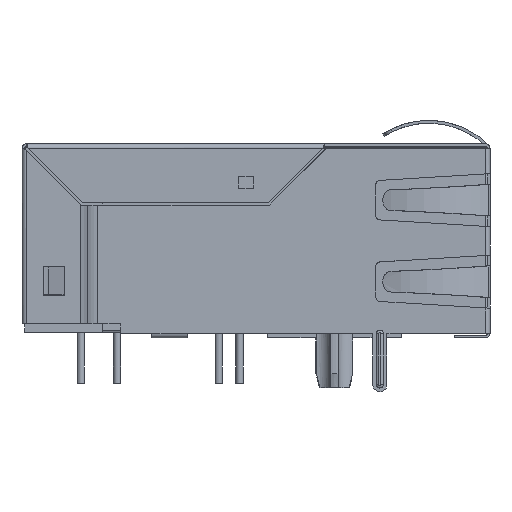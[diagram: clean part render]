
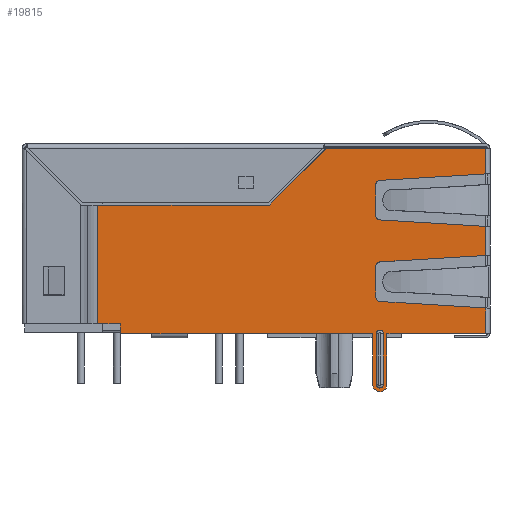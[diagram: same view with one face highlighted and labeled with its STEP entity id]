
A CAD part, left-side view. The second image highlights one B-rep face of the part: STEP entity #19815.
In plain terms, the highlighted face is planar.
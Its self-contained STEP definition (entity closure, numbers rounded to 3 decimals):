
#740=PLANE('',#20865);
#1761=LINE('',#28123,#3040);
#1762=LINE('',#28128,#3041);
#1763=LINE('',#28131,#3042);
#1764=LINE('',#28136,#3043);
#1765=LINE('',#28140,#3044);
#1766=LINE('',#28142,#3045);
#1767=LINE('',#28144,#3046);
#1768=LINE('',#28146,#3047);
#1769=LINE('',#28148,#3048);
#1770=LINE('',#28150,#3049);
#1771=LINE('',#28152,#3050);
#1772=LINE('',#28154,#3051);
#1773=LINE('',#28156,#3052);
#1774=LINE('',#28158,#3053);
#1775=LINE('',#28160,#3054);
#1776=LINE('',#28162,#3055);
#1777=LINE('',#28166,#3056);
#1778=LINE('',#28168,#3057);
#1779=LINE('',#28170,#3058);
#1780=LINE('',#28172,#3059);
#1781=LINE('',#28176,#3060);
#1782=LINE('',#28180,#3061);
#1783=LINE('',#28182,#3062);
#3040=VECTOR('',#23204,1000.);
#3041=VECTOR('',#23207,1000.);
#3042=VECTOR('',#23210,1000.);
#3043=VECTOR('',#23213,1000.);
#3044=VECTOR('',#23216,1000.);
#3045=VECTOR('',#23217,1000.);
#3046=VECTOR('',#23218,1000.);
#3047=VECTOR('',#23219,1000.);
#3048=VECTOR('',#23220,1000.);
#3049=VECTOR('',#23221,1000.);
#3050=VECTOR('',#23222,1000.);
#3051=VECTOR('',#23223,1000.);
#3052=VECTOR('',#23224,1000.);
#3053=VECTOR('',#23225,1000.);
#3054=VECTOR('',#23226,1000.);
#3055=VECTOR('',#23227,1000.);
#3056=VECTOR('',#23230,1000.);
#3057=VECTOR('',#23231,1000.);
#3058=VECTOR('',#23232,1000.);
#3059=VECTOR('',#23233,1000.);
#3060=VECTOR('',#23236,1000.);
#3061=VECTOR('',#23239,1000.);
#3062=VECTOR('',#23240,1000.);
#5514=ORIENTED_EDGE('',*,*,#9235,.T.);
#5515=ORIENTED_EDGE('',*,*,#9236,.F.);
#5516=ORIENTED_EDGE('',*,*,#9237,.T.);
#5517=ORIENTED_EDGE('',*,*,#9238,.F.);
#5518=ORIENTED_EDGE('',*,*,#9239,.T.);
#5519=ORIENTED_EDGE('',*,*,#9240,.F.);
#5520=ORIENTED_EDGE('',*,*,#9241,.T.);
#5521=ORIENTED_EDGE('',*,*,#9242,.F.);
#5522=ORIENTED_EDGE('',*,*,#9243,.T.);
#5523=ORIENTED_EDGE('',*,*,#9244,.T.);
#5524=ORIENTED_EDGE('',*,*,#9245,.T.);
#5525=ORIENTED_EDGE('',*,*,#9246,.T.);
#5526=ORIENTED_EDGE('',*,*,#9247,.T.);
#5527=ORIENTED_EDGE('',*,*,#9248,.T.);
#5528=ORIENTED_EDGE('',*,*,#9249,.T.);
#5529=ORIENTED_EDGE('',*,*,#9250,.T.);
#5530=ORIENTED_EDGE('',*,*,#9251,.T.);
#5531=ORIENTED_EDGE('',*,*,#9252,.T.);
#5532=ORIENTED_EDGE('',*,*,#9253,.T.);
#5533=ORIENTED_EDGE('',*,*,#9254,.F.);
#5534=ORIENTED_EDGE('',*,*,#9255,.F.);
#5535=ORIENTED_EDGE('',*,*,#9256,.F.);
#5536=ORIENTED_EDGE('',*,*,#9257,.T.);
#5537=ORIENTED_EDGE('',*,*,#9258,.T.);
#5538=ORIENTED_EDGE('',*,*,#9259,.T.);
#5539=ORIENTED_EDGE('',*,*,#9260,.F.);
#5540=ORIENTED_EDGE('',*,*,#9261,.T.);
#5541=ORIENTED_EDGE('',*,*,#9262,.F.);
#5542=ORIENTED_EDGE('',*,*,#9263,.T.);
#5543=ORIENTED_EDGE('',*,*,#9264,.T.);
#9235=EDGE_CURVE('',#11134,#11135,#1761,.T.);
#9236=EDGE_CURVE('',#11136,#11135,#11920,.T.);
#9237=EDGE_CURVE('',#11136,#11137,#1762,.T.);
#9238=EDGE_CURVE('',#11134,#11137,#11921,.T.);
#9239=EDGE_CURVE('',#11138,#11139,#1763,.T.);
#9240=EDGE_CURVE('',#11140,#11139,#11922,.T.);
#9241=EDGE_CURVE('',#11140,#11141,#1764,.T.);
#9242=EDGE_CURVE('',#11142,#11141,#11923,.T.);
#9243=EDGE_CURVE('',#11142,#11143,#1765,.T.);
#9244=EDGE_CURVE('',#11143,#11144,#1766,.T.);
#9245=EDGE_CURVE('',#11144,#11145,#1767,.T.);
#9246=EDGE_CURVE('',#11145,#11146,#1768,.T.);
#9247=EDGE_CURVE('',#11146,#11147,#1769,.T.);
#9248=EDGE_CURVE('',#11147,#11148,#1770,.T.);
#9249=EDGE_CURVE('',#11148,#11149,#1771,.T.);
#9250=EDGE_CURVE('',#11149,#11150,#1772,.T.);
#9251=EDGE_CURVE('',#11150,#11151,#1773,.T.);
#9252=EDGE_CURVE('',#11151,#11152,#1774,.T.);
#9253=EDGE_CURVE('',#11152,#11153,#1775,.T.);
#9254=EDGE_CURVE('',#11154,#11153,#1776,.T.);
#9255=EDGE_CURVE('',#11155,#11154,#11924,.T.);
#9256=EDGE_CURVE('',#11156,#11155,#1777,.T.);
#9257=EDGE_CURVE('',#11156,#11157,#1778,.T.);
#9258=EDGE_CURVE('',#11157,#11158,#1779,.T.);
#9259=EDGE_CURVE('',#11158,#11159,#1780,.T.);
#9260=EDGE_CURVE('',#11160,#11159,#11925,.T.);
#9261=EDGE_CURVE('',#11160,#11161,#1781,.T.);
#9262=EDGE_CURVE('',#11162,#11161,#11926,.T.);
#9263=EDGE_CURVE('',#11162,#11163,#1782,.T.);
#9264=EDGE_CURVE('',#11163,#11138,#1783,.T.);
#11134=VERTEX_POINT('',#28124);
#11135=VERTEX_POINT('',#28125);
#11136=VERTEX_POINT('',#28127);
#11137=VERTEX_POINT('',#28129);
#11138=VERTEX_POINT('',#28132);
#11139=VERTEX_POINT('',#28133);
#11140=VERTEX_POINT('',#28135);
#11141=VERTEX_POINT('',#28137);
#11142=VERTEX_POINT('',#28139);
#11143=VERTEX_POINT('',#28141);
#11144=VERTEX_POINT('',#28143);
#11145=VERTEX_POINT('',#28145);
#11146=VERTEX_POINT('',#28147);
#11147=VERTEX_POINT('',#28149);
#11148=VERTEX_POINT('',#28151);
#11149=VERTEX_POINT('',#28153);
#11150=VERTEX_POINT('',#28155);
#11151=VERTEX_POINT('',#28157);
#11152=VERTEX_POINT('',#28159);
#11153=VERTEX_POINT('',#28161);
#11154=VERTEX_POINT('',#28163);
#11155=VERTEX_POINT('',#28165);
#11156=VERTEX_POINT('',#28167);
#11157=VERTEX_POINT('',#28169);
#11158=VERTEX_POINT('',#28171);
#11159=VERTEX_POINT('',#28173);
#11160=VERTEX_POINT('',#28175);
#11161=VERTEX_POINT('',#28177);
#11162=VERTEX_POINT('',#28179);
#11163=VERTEX_POINT('',#28181);
#11920=CIRCLE('',#20866,0.25);
#11921=CIRCLE('',#20867,0.25);
#11922=CIRCLE('',#20868,0.3);
#11923=CIRCLE('',#20869,0.3);
#11924=CIRCLE('',#20870,0.5);
#11925=CIRCLE('',#20871,0.3);
#11926=CIRCLE('',#20872,0.3);
#12418=EDGE_LOOP('',(#5514,#5515,#5516,#5517));
#12419=EDGE_LOOP('',(#5518,#5519,#5520,#5521,#5522,#5523,#5524,#5525,#5526,
#5527,#5528,#5529,#5530,#5531,#5532,#5533,#5534,#5535,#5536,#5537,#5538,
#5539,#5540,#5541,#5542,#5543));
#13327=FACE_BOUND('',#12418,.T.);
#13328=FACE_BOUND('',#12419,.T.);
#19815=ADVANCED_FACE('',(#13327,#13328),#740,.T.);
#20865=AXIS2_PLACEMENT_3D('',#28122,#23202,#23203);
#20866=AXIS2_PLACEMENT_3D('',#28126,#23205,#23206);
#20867=AXIS2_PLACEMENT_3D('',#28130,#23208,#23209);
#20868=AXIS2_PLACEMENT_3D('',#28134,#23211,#23212);
#20869=AXIS2_PLACEMENT_3D('',#28138,#23214,#23215);
#20870=AXIS2_PLACEMENT_3D('',#28164,#23228,#23229);
#20871=AXIS2_PLACEMENT_3D('',#28174,#23234,#23235);
#20872=AXIS2_PLACEMENT_3D('',#28178,#23237,#23238);
#23202=DIRECTION('',(1.,0.,0.));
#23203=DIRECTION('',(0.,1.,0.));
#23204=DIRECTION('',(0.,0.,-1.));
#23205=DIRECTION('',(1.,0.,0.));
#23206=DIRECTION('',(0.,1.,0.));
#23207=DIRECTION('',(0.,0.,1.));
#23208=DIRECTION('',(1.,0.,0.));
#23209=DIRECTION('',(0.,1.,0.));
#23210=DIRECTION('',(0.,0.998,-0.061));
#23211=DIRECTION('',(1.,0.,0.));
#23212=DIRECTION('',(0.,1.,0.));
#23213=DIRECTION('',(0.,0.,-1.));
#23214=DIRECTION('',(1.,0.,0.));
#23215=DIRECTION('',(0.,1.,0.));
#23216=DIRECTION('',(0.,-0.998,-0.061));
#23217=DIRECTION('',(0.,0.,-1.));
#23218=DIRECTION('',(0.,1.,0.));
#23219=DIRECTION('',(0.,0.707,0.707));
#23220=DIRECTION('',(0.,1.,0.));
#23221=DIRECTION('',(0.,0.,1.));
#23222=DIRECTION('',(0.,-1.,0.));
#23223=DIRECTION('',(0.,0.,1.));
#23224=DIRECTION('',(0.,-1.,0.));
#23225=DIRECTION('',(0.,-1.,0.));
#23226=DIRECTION('',(0.,-1.,0.));
#23227=DIRECTION('',(0.,0.,-1.));
#23228=DIRECTION('',(-1.,0.,0.));
#23229=DIRECTION('',(0.,-1.,0.));
#23230=DIRECTION('',(0.,0.,1.));
#23231=DIRECTION('',(0.,-1.,0.));
#23232=DIRECTION('',(0.,0.,-1.));
#23233=DIRECTION('',(0.,0.998,-0.061));
#23234=DIRECTION('',(1.,0.,0.));
#23235=DIRECTION('',(0.,1.,0.));
#23236=DIRECTION('',(0.,0.,-1.));
#23237=DIRECTION('',(1.,0.,0.));
#23238=DIRECTION('',(0.,1.,0.));
#23239=DIRECTION('',(0.,-0.998,-0.061));
#23240=DIRECTION('',(0.,0.,-1.));
#28122=CARTESIAN_POINT('',(8.3,-16.23,6.5));
#28123=CARTESIAN_POINT('',(8.3,-8.43,6.5));
#28124=CARTESIAN_POINT('',(8.3,-8.43,10.06));
#28125=CARTESIAN_POINT('',(8.3,-8.43,6.5));
#28126=CARTESIAN_POINT('',(8.3,-8.68,6.5));
#28127=CARTESIAN_POINT('',(8.3,-8.93,6.5));
#28128=CARTESIAN_POINT('',(8.3,-8.93,6.5));
#28129=CARTESIAN_POINT('',(8.3,-8.93,10.06));
#28130=CARTESIAN_POINT('',(8.3,-8.68,10.06));
#28131=CARTESIAN_POINT('',(8.3,-16.4,-1.));
#28132=CARTESIAN_POINT('',(8.3,-16.1,-1.018));
#28133=CARTESIAN_POINT('',(8.3,-8.682,-1.472));
#28134=CARTESIAN_POINT('',(8.3,-8.7,-1.772));
#28135=CARTESIAN_POINT('',(8.3,-8.4,-1.772));
#28136=CARTESIAN_POINT('',(8.3,-8.4,-1.489));
#28137=CARTESIAN_POINT('',(8.3,-8.4,-3.943));
#28138=CARTESIAN_POINT('',(8.3,-8.7,-3.943));
#28139=CARTESIAN_POINT('',(8.3,-8.682,-4.243));
#28140=CARTESIAN_POINT('',(8.3,-8.4,-4.226));
#28141=CARTESIAN_POINT('',(8.3,-16.1,-4.697));
#28142=CARTESIAN_POINT('',(8.3,-16.1,6.5));
#28143=CARTESIAN_POINT('',(8.3,-16.1,-6.5));
#28144=CARTESIAN_POINT('',(8.3,-16.23,-6.5));
#28145=CARTESIAN_POINT('',(8.3,-4.93,-6.5));
#28146=CARTESIAN_POINT('',(8.3,-4.93,-6.5));
#28147=CARTESIAN_POINT('',(8.3,-0.946,-2.516));
#28148=CARTESIAN_POINT('',(8.3,-0.946,-2.516));
#28149=CARTESIAN_POINT('',(8.3,11.1,-2.516));
#28150=CARTESIAN_POINT('',(8.3,11.1,-2.516));
#28151=CARTESIAN_POINT('',(8.3,11.1,5.8));
#28152=CARTESIAN_POINT('',(8.3,-16.23,5.8));
#28153=CARTESIAN_POINT('',(8.3,9.5,5.8));
#28154=CARTESIAN_POINT('',(8.3,9.5,6.5));
#28155=CARTESIAN_POINT('',(8.3,9.5,6.5));
#28156=CARTESIAN_POINT('',(8.3,-16.23,6.5));
#28157=CARTESIAN_POINT('',(8.3,7.3,6.5));
#28158=CARTESIAN_POINT('',(8.3,7.3,6.5));
#28159=CARTESIAN_POINT('',(8.3,4.8,6.5));
#28160=CARTESIAN_POINT('',(8.3,-16.23,6.5));
#28161=CARTESIAN_POINT('',(8.3,-8.18,6.5));
#28162=CARTESIAN_POINT('',(8.3,-8.18,10.06));
#28163=CARTESIAN_POINT('',(8.3,-8.18,10.06));
#28164=CARTESIAN_POINT('',(8.3,-8.68,10.06));
#28165=CARTESIAN_POINT('',(8.3,-9.18,10.06));
#28166=CARTESIAN_POINT('',(8.3,-9.18,6.5));
#28167=CARTESIAN_POINT('',(8.3,-9.18,6.5));
#28168=CARTESIAN_POINT('',(8.3,-16.23,6.5));
#28169=CARTESIAN_POINT('',(8.3,-16.1,6.5));
#28170=CARTESIAN_POINT('',(8.3,-16.1,6.5));
#28171=CARTESIAN_POINT('',(8.3,-16.1,4.697));
#28172=CARTESIAN_POINT('',(8.3,-16.4,4.715));
#28173=CARTESIAN_POINT('',(8.3,-8.682,4.243));
#28174=CARTESIAN_POINT('',(8.3,-8.7,3.943));
#28175=CARTESIAN_POINT('',(8.3,-8.4,3.943));
#28176=CARTESIAN_POINT('',(8.3,-8.4,4.226));
#28177=CARTESIAN_POINT('',(8.3,-8.4,1.772));
#28178=CARTESIAN_POINT('',(8.3,-8.7,1.772));
#28179=CARTESIAN_POINT('',(8.3,-8.682,1.472));
#28180=CARTESIAN_POINT('',(8.3,-8.4,1.489));
#28181=CARTESIAN_POINT('',(8.3,-16.1,1.018));
#28182=CARTESIAN_POINT('',(8.3,-16.1,6.5));
